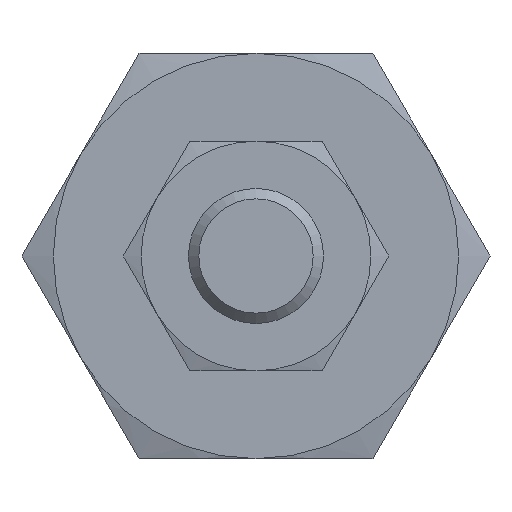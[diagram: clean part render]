
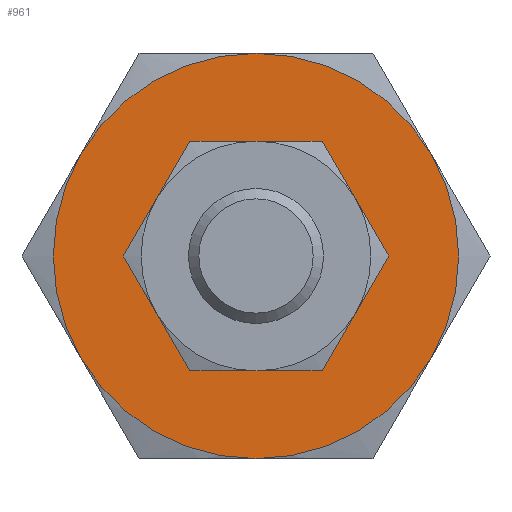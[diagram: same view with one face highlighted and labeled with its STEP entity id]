
A CAD part, left-side view. The second image highlights one B-rep face of the part: STEP entity #961.
In plain terms, the highlighted planar face has unit normal (-1, 0, 0).
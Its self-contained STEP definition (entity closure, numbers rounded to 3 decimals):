
#173=PLANE('',#1040);
#197=CIRCLE('',#1021,15.);
#207=CIRCLE('',#1041,15.);
#208=CIRCLE('',#1042,15.);
#209=CIRCLE('',#1043,15.);
#210=CIRCLE('',#1044,15.);
#211=CIRCLE('',#1045,15.);
#212=CIRCLE('',#1046,7.);
#264=VERTEX_POINT('',#1251);
#270=VERTEX_POINT('',#1272);
#271=VERTEX_POINT('',#1276);
#279=VERTEX_POINT('',#1312);
#308=VERTEX_POINT('',#1425);
#309=VERTEX_POINT('',#1427);
#310=VERTEX_POINT('',#1432);
#431=EDGE_CURVE('',#271,#270,#197,.T.);
#478=EDGE_CURVE('',#270,#308,#207,.F.);
#479=EDGE_CURVE('',#309,#271,#208,.F.);
#480=EDGE_CURVE('',#279,#309,#209,.F.);
#481=EDGE_CURVE('',#264,#279,#210,.F.);
#482=EDGE_CURVE('',#308,#264,#211,.F.);
#483=EDGE_CURVE('',#310,#310,#212,.T.);
#631=ORIENTED_EDGE('',*,*,#478,.F.);
#632=ORIENTED_EDGE('',*,*,#431,.F.);
#633=ORIENTED_EDGE('',*,*,#479,.F.);
#634=ORIENTED_EDGE('',*,*,#480,.F.);
#635=ORIENTED_EDGE('',*,*,#481,.F.);
#636=ORIENTED_EDGE('',*,*,#482,.F.);
#637=ORIENTED_EDGE('',*,*,#483,.T.);
#827=EDGE_LOOP('',(#631,#632,#633,#634,#635,#636));
#828=EDGE_LOOP('',(#637));
#895=FACE_BOUND('',#827,.T.);
#896=FACE_BOUND('',#828,.T.);
#961=ADVANCED_FACE('',(#895,#896),#173,.F.);
#1021=AXIS2_PLACEMENT_3D('',#1277,#1610,#1611);
#1040=AXIS2_PLACEMENT_3D('',#1423,#1650,$);
#1041=AXIS2_PLACEMENT_3D('',#1424,#1651,#1652);
#1042=AXIS2_PLACEMENT_3D('',#1426,#1653,#1654);
#1043=AXIS2_PLACEMENT_3D('',#1428,#1655,#1656);
#1044=AXIS2_PLACEMENT_3D('',#1429,#1657,#1658);
#1045=AXIS2_PLACEMENT_3D('',#1430,#1659,#1660);
#1046=AXIS2_PLACEMENT_3D('',#1431,#1661,#1662);
#1251=CARTESIAN_POINT('',(-46.,0.,15.));
#1272=CARTESIAN_POINT('',(-46.,12.99,-7.5));
#1276=CARTESIAN_POINT('',(-46.,0.,-15.));
#1277=CARTESIAN_POINT('',(-46.,0.,0.));
#1312=CARTESIAN_POINT('',(-46.,-12.99,7.5));
#1423=CARTESIAN_POINT('',(-46.,7.,0.));
#1424=CARTESIAN_POINT('',(-46.,0.,0.));
#1425=CARTESIAN_POINT('',(-46.,12.99,7.5));
#1426=CARTESIAN_POINT('',(-46.,0.,0.));
#1427=CARTESIAN_POINT('',(-46.,-12.99,-7.5));
#1428=CARTESIAN_POINT('',(-46.,0.,0.));
#1429=CARTESIAN_POINT('',(-46.,0.,0.));
#1430=CARTESIAN_POINT('',(-46.,0.,0.));
#1431=CARTESIAN_POINT('',(-46.,0.,0.));
#1432=CARTESIAN_POINT('',(-46.,0.,-7.));
#1610=DIRECTION('',(1.,0.,0.));
#1611=DIRECTION('',(0.,0.,-15.));
#1650=DIRECTION('',(1.,0.,0.));
#1651=DIRECTION('',(-1.,0.,0.));
#1652=DIRECTION('',(0.,0.,-15.));
#1653=DIRECTION('',(-1.,0.,0.));
#1654=DIRECTION('',(0.,0.,-15.));
#1655=DIRECTION('',(-1.,0.,0.));
#1656=DIRECTION('',(0.,0.,-15.));
#1657=DIRECTION('',(-1.,0.,0.));
#1658=DIRECTION('',(0.,0.,-15.));
#1659=DIRECTION('',(-1.,0.,0.));
#1660=DIRECTION('',(0.,0.,-15.));
#1661=DIRECTION('',(1.,0.,0.));
#1662=DIRECTION('',(0.,0.,-7.));
